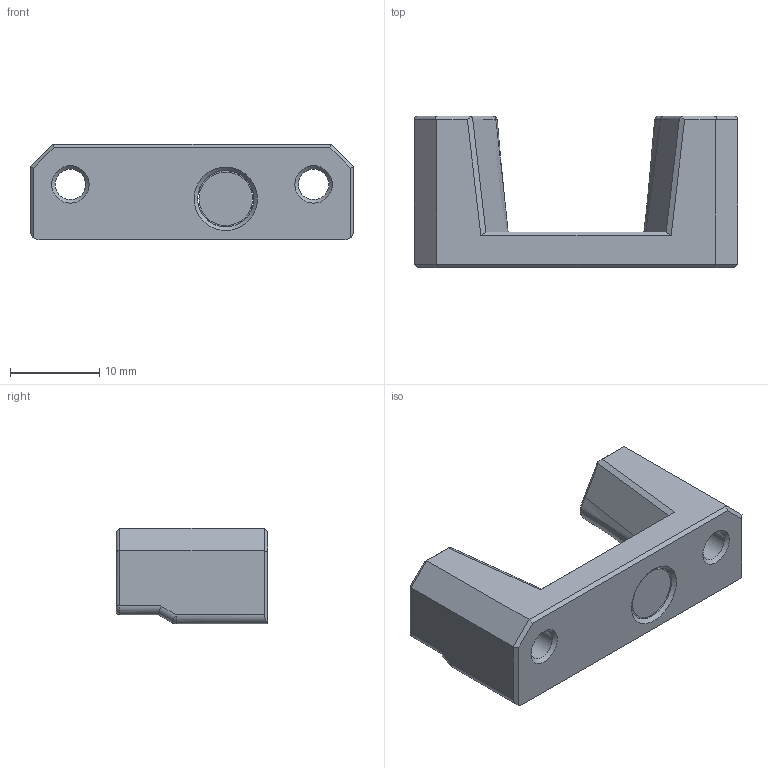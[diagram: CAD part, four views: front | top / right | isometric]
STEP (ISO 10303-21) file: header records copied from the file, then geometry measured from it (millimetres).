
FILE_DESCRIPTION(/* description */ (''),/* implementation_level */ '2;1');
FILE_NAME(/* name */ 'KlickyNG_Probe_Dock v1.step',/* time_stamp */ '2023-01-25T17:36:29+03:00',/* author */ (''),/* organization */ (''),/* preprocessor_version */ 'ST-DEVELOPER v19.2',/* originating_system */ 'Autodesk Translation Framework v11.17.0.187',/* authorisation */ '');
FILE_SCHEMA (('AUTOMOTIVE_DESIGN { 1 0 10303 214 3 1 1 }'));
Length unit declared in the file: millimetre
Products named in the file (2): KlickyNG_Probe_Dock; Magnets (2)
Assembly tree (1 placements, depth 2):
  KlickyNG_Probe_Dock
    Magnets (2)
Bounding box: 36.26 x 17 x 10.7 mm (x, y, z)
Volume: 2897.8 mm3; surface area: 2476.6 mm2
Topology: 2 solids, 2 shells, 94 faces, 232 edges, 140 vertices
Faces by surface type: plane 35, cylinder 32, bspline 14, sphere 6, torus 4, cone 3
Full cylindrical faces by diameter (mm): 3.4 x2, 6 x1, 6.3 x1
Entity records: 3776 total; most frequent: CARTESIAN_POINT 1510, DIRECTION 463, ORIENTED_EDGE 460, EDGE_CURVE 230, AXIS2_PLACEMENT_3D 174, VERTEX_POINT 140, LINE 115, VECTOR 115
